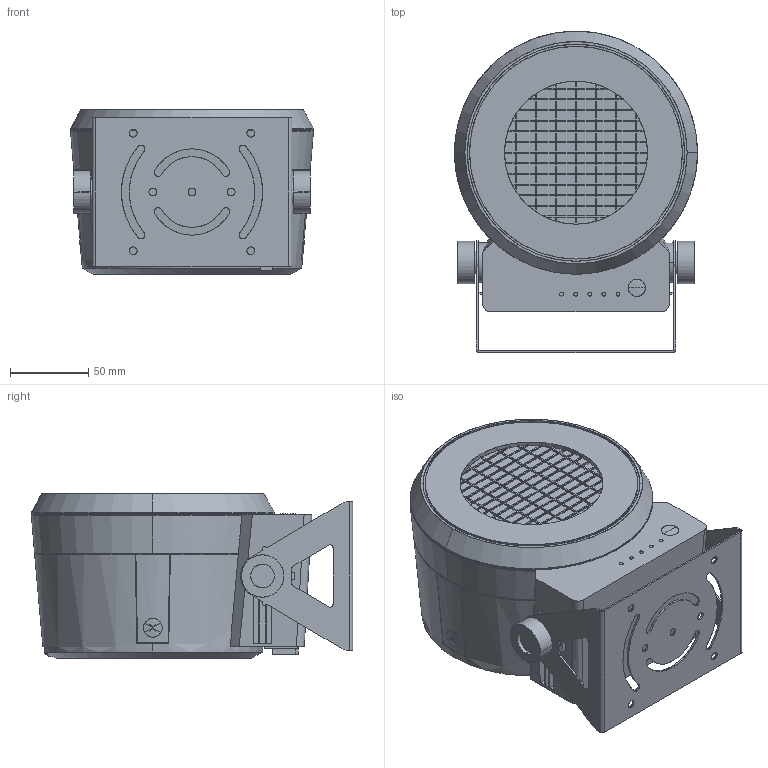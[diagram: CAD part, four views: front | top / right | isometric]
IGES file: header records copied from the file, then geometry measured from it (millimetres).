
Start section: SolidWorks IGES file using analytic representation for surfaces
Global section: file name: SC1P-CFD2.IGS,15; native system: HSolidWorks 2017; preprocessor: SolidWorks 2017; author: 1003643; date: 190808.141008; units: millimetre
Bounding box: 155 x 205 x 105 mm (x, y, z)
Surface area: 145250.3 mm2 (no closed solid volume)
Topology: 0 solids, 0 shells, 879 faces, 8433 edges, 8427 vertices
Faces by surface type: bspline 687, revolution 192
